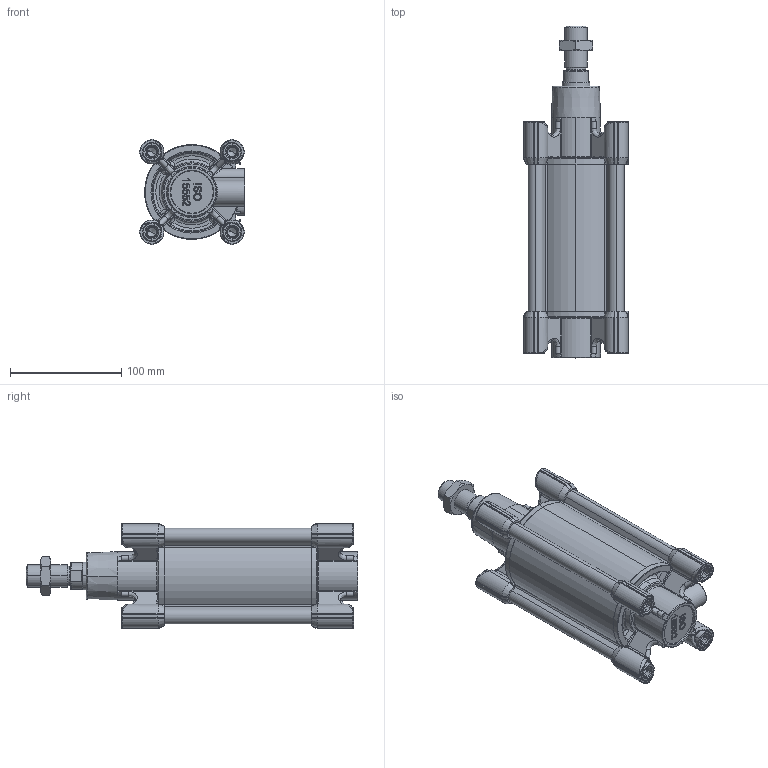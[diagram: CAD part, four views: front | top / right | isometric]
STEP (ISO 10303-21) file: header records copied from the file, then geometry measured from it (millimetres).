
FILE_DESCRIPTION (( 'STEP AP203' ), '1' );
FILE_NAME ('SADE0MA0800080.step', '2022-02-28T15:12:01', ( '' ), ( '' ), 'SwSTEP 2.0', 'SolidWorks 2021', '' );
FILE_SCHEMA (( 'CONFIG_CONTROL_DESIGN' ));
Length unit declared in the file: millimetre
Products named in the file (1): SADE0MA0800080
Bounding box: 95 x 298 x 95 mm (x, y, z)
Volume: 743295.3 mm3; surface area: 370544.2 mm2
Topology: 35 solids, 35 shells, 2962 faces, 7365 edges, 4491 vertices
Faces by surface type: cylinder 1035, plane 727, bspline 686, cone 448, torus 66
Entity records: 118182 total; most frequent: CARTESIAN_POINT 52691, ORIENTED_EDGE 14578, DIRECTION 12736, EDGE_CURVE 7289, AXIS2_PLACEMENT_3D 5152, VERTEX_POINT 4491, EDGE_LOOP 3132, ADVANCED_FACE 2962
